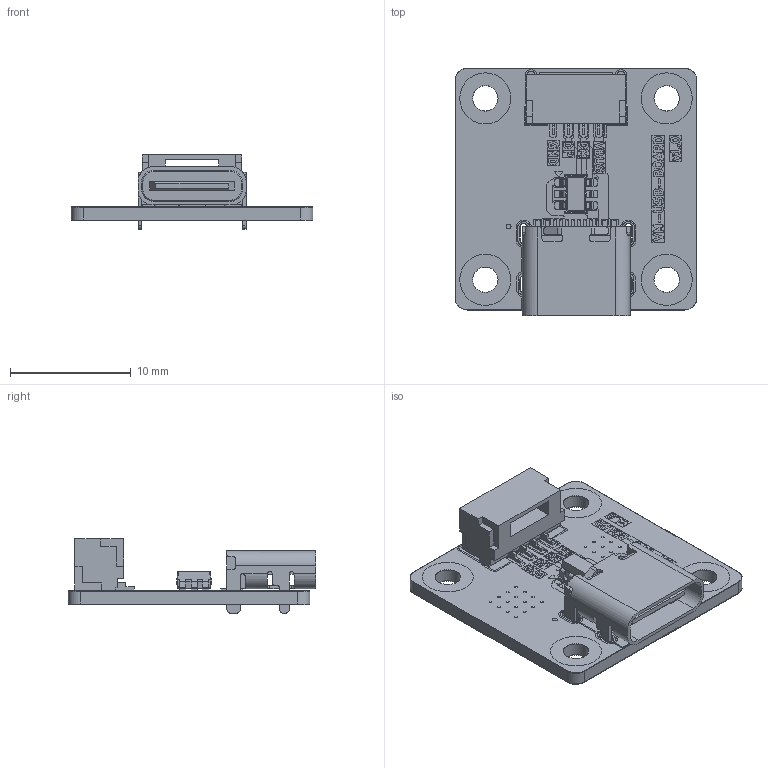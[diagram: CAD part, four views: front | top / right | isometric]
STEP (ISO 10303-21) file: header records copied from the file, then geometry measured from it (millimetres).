
FILE_DESCRIPTION(('HOOPS Exchange Step'),'2;1');
FILE_NAME('temp_export','2026-04-15T17:27:32+08:00',('huibean'),('Shapr3D Limited'),'HOOPS Exchange 2025.9','Shapr3D','Authorized');
FILE_SCHEMA( ('AP242_MANAGED_MODEL_BASED_3D_ENGINEERING_MIM_LF {1 0 10303 442 1 1 4}') );
Length unit declared in the file: millimetre
Products named in the file (11): vimdrones_usb_board_v1.0 1.1.1; TYPEC-304J-BCP16; SOT-23-6; JST_GH_SM04B-GHS-TB_1x04-1MP_P1.25mm_Horizontal; vimdrones_usb_board_v1.0_copper; vimdrones_usb_board_v1.0_pad; vimdrones_usb_board_v1.0_silkscreen; vimdrones_usb_board_v1.0_soldermask; vimdrones_usb_board_v1.0_PCB; vimdrones_usb_board_v1.0.step
Assembly tree (10 placements, depth 3):
  vimdrones_usb_board_v1.0.step
    TYPEC-304J-BCP16
      vimdrones_usb_board_v1.0 1.1.1
    SOT-23-6
    JST_GH_SM04B-GHS-TB_1x04-1MP_P1.25mm_Horizontal
    vimdrones_usb_board_v1.0_copper
    vimdrones_usb_board_v1.0_pad
    vimdrones_usb_board_v1.0_silkscreen
    vimdrones_usb_board_v1.0_soldermask
    vimdrones_usb_board_v1.0_soldermask
    vimdrones_usb_board_v1.0_PCB
Bounding box: 20 x 20.48 x 6.14 mm (x, y, z)
Volume: 635.8 mm3; surface area: 3822 mm2
Topology: 47 solids, 79 shells, 1278 faces, 4297 edges, 3152 vertices
Faces by surface type: plane 974, cylinder 298, cone 6
Full cylindrical faces by diameter (mm): 0.25 x37, 0.5 x2, 0.65 x2, 0.657 x2, 2.1 x4, 4.23 x8
Entity records: 49858 total; most frequent: CARTESIAN_POINT 11429, ORIENTED_EDGE 7782, DIRECTION 7340, EDGE_CURVE 4297, VECTOR 3344, LINE 3344, VERTEX_POINT 3152, AXIS2_PLACEMENT_3D 1998
